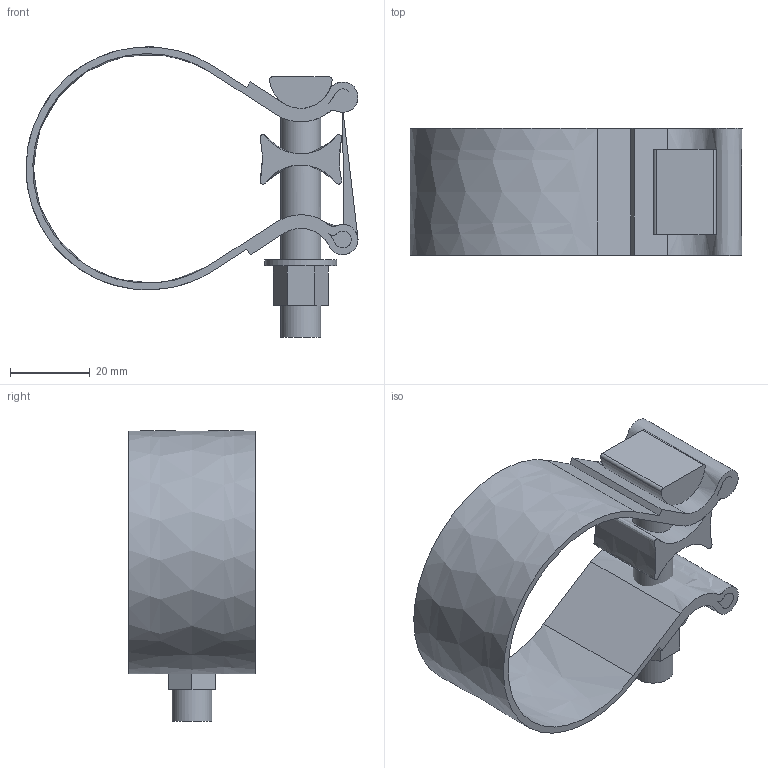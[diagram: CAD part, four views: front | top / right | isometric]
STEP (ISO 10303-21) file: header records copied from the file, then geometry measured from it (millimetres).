
FILE_DESCRIPTION(/* description */ ('clamp'),/* implementation_level */ '2;1');
FILE_NAME(/* name */ 'clamp',/* time_stamp */ '2000-04-28T09:02:28-04:00',/* author */ ('Jim Jones'),/* organization */ ('Acme Enterprises'),/* preprocessor_version */ 'ST-DEVELOPER v7',/* originating_system */ 'UNIGRAPHICS SOLUTIONS - UNIGRAPHICS 16.0',/* authorisation */ 'Approved for production');
FILE_SCHEMA (('CONFIG_CONTROL_DESIGN','SHAPE_APPEARANCE_LAYER_MIM'));
Length unit declared in the file: millimetre
Products named in the file (1): TORCA CLAMP
Bounding box: 83.29 x 31.8 x 72.85 mm (x, y, z)
Volume: 26336.5 mm3; surface area: 21306.6 mm2
Topology: 4 solids, 4 shells, 40 faces, 98 edges, 68 vertices
Faces by surface type: plane 25, extrusion 9, cylinder 6
Full cylindrical faces by diameter (mm): 10 x1, 10.5 x1, 18 x1
Entity records: 16458 total; most frequent: CARTESIAN_POINT 15461, ORIENTED_EDGE 186, DIRECTION 139, EDGE_CURVE 93, VERTEX_POINT 67, VECTOR 57, FACE_BOUND 52, EDGE_LOOP 52
